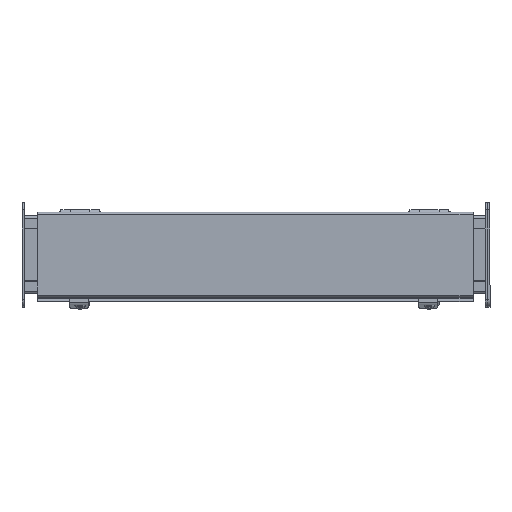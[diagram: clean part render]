
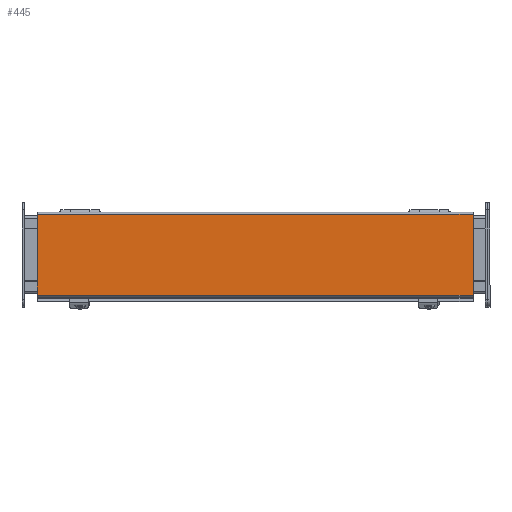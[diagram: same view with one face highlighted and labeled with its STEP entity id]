
A CAD part, top view. The second image highlights one B-rep face of the part: STEP entity #445.
In plain terms, the highlighted planar face has unit normal (0, 0, 1).
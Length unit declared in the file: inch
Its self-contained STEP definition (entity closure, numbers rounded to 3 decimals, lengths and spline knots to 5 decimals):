
#445 = ADVANCED_FACE ( 'NONE', ( #3304 ), #1065, .T. ) ;
#1065 = PLANE ( 'NONE',  #12215 ) ;
#2113 = LINE ( 'NONE', #6148, #11193 ) ;
#2270 = ORIENTED_EDGE ( 'NONE', *, *, #9160, .T. ) ;
#2359 = DIRECTION ( 'NONE',  ( 0., -1., 0. ) ) ;
#2369 = VERTEX_POINT ( 'NONE', #13112 ) ;
#3304 = FACE_OUTER_BOUND ( 'NONE', #12163, .T. ) ;
#3441 = EDGE_CURVE ( 'NONE', #2369, #7039, #5525, .T. ) ;
#4305 = VECTOR ( 'NONE', #9575, 39.37008 ) ;
#5119 = EDGE_CURVE ( 'NONE', #11797, #9034, #5260, .T. ) ;
#5260 = LINE ( 'NONE', #6153, #4305 ) ;
#5525 = LINE ( 'NONE', #6774, #13362 ) ;
#6148 = CARTESIAN_POINT ( 'NONE',  ( 11.25, -2.1885, 4.172 ) ) ;
#6153 = CARTESIAN_POINT ( 'NONE',  ( -11.218, -2.0805, 4.172 ) ) ;
#6239 = ORIENTED_EDGE ( 'NONE', *, *, #3441, .T. ) ;
#6244 = CARTESIAN_POINT ( 'NONE',  ( -11.218, 2.0785, 4.172 ) ) ;
#6258 = CARTESIAN_POINT ( 'NONE',  ( 11.25, -2.0805, 4.172 ) ) ;
#6774 = CARTESIAN_POINT ( 'NONE',  ( -11.218, 2.0785, 4.172 ) ) ;
#7039 = VERTEX_POINT ( 'NONE', #6244 ) ;
#8313 = DIRECTION ( 'NONE',  ( 1., 0., 0. ) ) ;
#9034 = VERTEX_POINT ( 'NONE', #6258 ) ;
#9160 = EDGE_CURVE ( 'NONE', #7039, #11797, #9739, .T. ) ;
#9575 = DIRECTION ( 'NONE',  ( 1., 0., 0. ) ) ;
#9623 = VECTOR ( 'NONE', #2359, 39.37008 ) ;
#9739 = LINE ( 'NONE', #13101, #9623 ) ;
#9796 = EDGE_CURVE ( 'NONE', #9034, #2369, #2113, .T. ) ;
#9917 = ORIENTED_EDGE ( 'NONE', *, *, #5119, .T. ) ;
#10684 = DIRECTION ( 'NONE',  ( 0., 0., 1. ) ) ;
#11193 = VECTOR ( 'NONE', #12651, 39.37008 ) ;
#11726 = CARTESIAN_POINT ( 'NONE',  ( -11.218, -2.1885, 4.172 ) ) ;
#11797 = VERTEX_POINT ( 'NONE', #12392 ) ;
#12163 = EDGE_LOOP ( 'NONE', ( #2270, #9917, #12768, #6239 ) ) ;
#12215 = AXIS2_PLACEMENT_3D ( 'NONE', #11726, #10684, #8313 ) ;
#12392 = CARTESIAN_POINT ( 'NONE',  ( -11.218, -2.0805, 4.172 ) ) ;
#12651 = DIRECTION ( 'NONE',  ( 0., 1., 0. ) ) ;
#12768 = ORIENTED_EDGE ( 'NONE', *, *, #9796, .T. ) ;
#12847 = DIRECTION ( 'NONE',  ( -1., 0., 0. ) ) ;
#13101 = CARTESIAN_POINT ( 'NONE',  ( -11.218, -2.1885, 4.172 ) ) ;
#13112 = CARTESIAN_POINT ( 'NONE',  ( 11.25, 2.0785, 4.172 ) ) ;
#13362 = VECTOR ( 'NONE', #12847, 39.37008 ) ;
